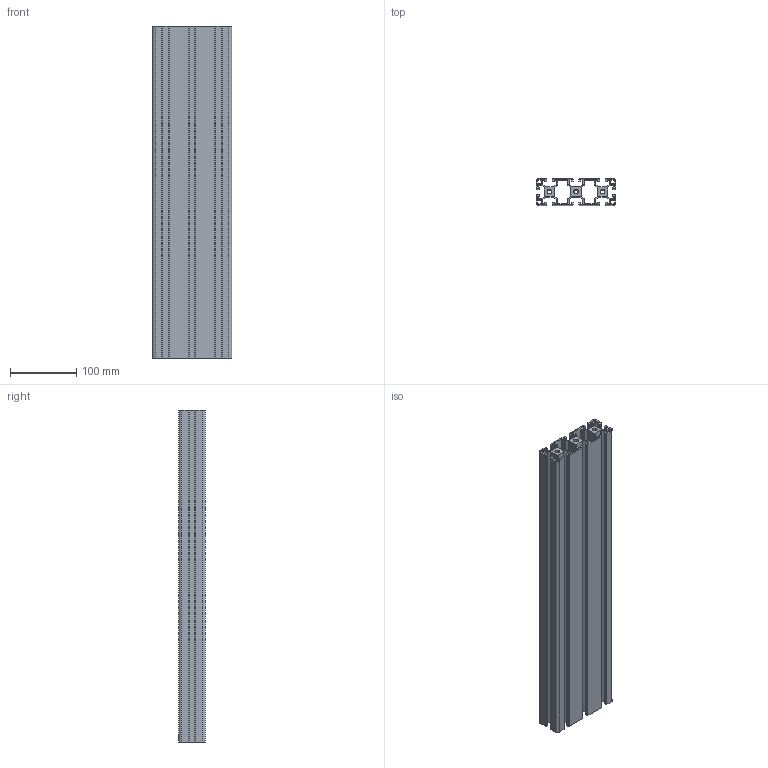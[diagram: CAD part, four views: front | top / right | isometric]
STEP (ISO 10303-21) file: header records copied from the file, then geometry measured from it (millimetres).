
FILE_DESCRIPTION (( 'STEP AP203' ), '1' );
FILE_NAME ('JL-8-40120E.STEP', '2021-10-26T10:05:00', ( '微软用户' ), ( '微软中国' ), 'SwSTEP 2.0', 'SolidWorks 2015', '' );
FILE_SCHEMA (( 'CONFIG_CONTROL_DESIGN' ));
Length unit declared in the file: millimetre
Products named in the file (1): JL-8-40120E
Bounding box: 120 x 40 x 500 mm (x, y, z)
Volume: 738283.6 mm3; surface area: 554169.5 mm2
Topology: 1 solids, 1 shells, 614 faces, 1812 edges, 1208 vertices
Faces by surface type: plane 352, cylinder 190, bspline 72
Entity records: 23049 total; most frequent: CARTESIAN_POINT 6659, ORIENTED_EDGE 3624, DIRECTION 3134, EDGE_CURVE 1812, LINE 1288, VECTOR 1288, VERTEX_POINT 1208, AXIS2_PLACEMENT_3D 923
